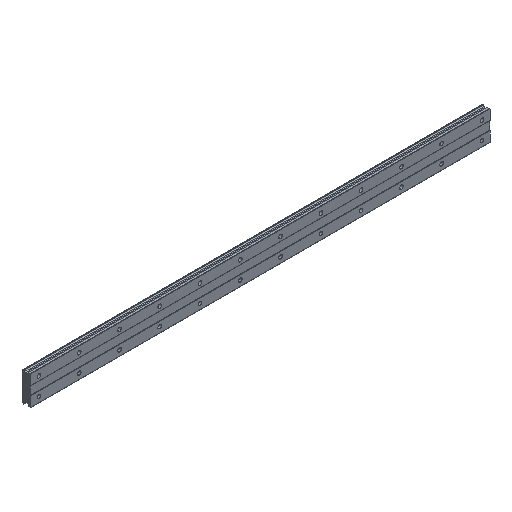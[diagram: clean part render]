
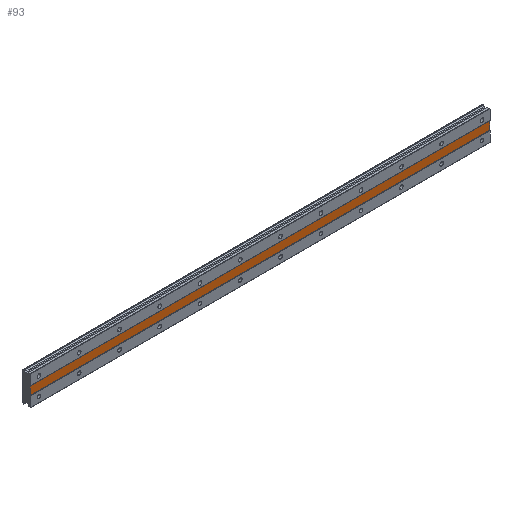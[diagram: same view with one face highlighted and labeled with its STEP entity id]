
A CAD part, isometric view. The second image highlights one B-rep face of the part: STEP entity #93.
In plain terms, the highlighted planar face has unit normal (0, -1, 0).
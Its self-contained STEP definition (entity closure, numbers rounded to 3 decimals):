
#93 = ADVANCED_FACE ( 'NONE', ( #275 ), #1059, .F. ) ;
#204 = CARTESIAN_POINT ( 'NONE',  ( 560., 0.5, 5. ) ) ;
#275 = FACE_OUTER_BOUND ( 'NONE', #1010, .T. ) ;
#278 = VECTOR ( 'NONE', #619, 1000. ) ;
#362 = VERTEX_POINT ( 'NONE', #3887 ) ;
#471 = CARTESIAN_POINT ( 'NONE',  ( -10., 0.5, -5. ) ) ;
#619 = DIRECTION ( 'NONE',  ( -1., 0., 0. ) ) ;
#621 = DIRECTION ( 'NONE',  ( -1., 0., 0. ) ) ;
#660 = EDGE_CURVE ( 'NONE', #3442, #362, #869, .T. ) ;
#768 = DIRECTION ( 'NONE',  ( 0., 0., -1. ) ) ;
#869 = LINE ( 'NONE', #3461, #905 ) ;
#905 = VECTOR ( 'NONE', #4575, 1000. ) ;
#1010 = EDGE_LOOP ( 'NONE', ( #2866, #2928, #4364, #1557 ) ) ;
#1059 = PLANE ( 'NONE',  #1404 ) ;
#1128 = CARTESIAN_POINT ( 'NONE',  ( -10., 0.5, 18.34 ) ) ;
#1404 = AXIS2_PLACEMENT_3D ( 'NONE', #4824, #2610, #1454 ) ;
#1441 = VERTEX_POINT ( 'NONE', #4303 ) ;
#1454 = DIRECTION ( 'NONE',  ( 0., 0., 1. ) ) ;
#1557 = ORIENTED_EDGE ( 'NONE', *, *, #3604, .T. ) ;
#2247 = VECTOR ( 'NONE', #621, 1000. ) ;
#2610 = DIRECTION ( 'NONE',  ( 0., 1., 0. ) ) ;
#2854 = EDGE_CURVE ( 'NONE', #362, #4508, #3992, .T. ) ;
#2866 = ORIENTED_EDGE ( 'NONE', *, *, #2854, .F. ) ;
#2885 = LINE ( 'NONE', #3994, #2247 ) ;
#2928 = ORIENTED_EDGE ( 'NONE', *, *, #660, .F. ) ;
#3442 = VERTEX_POINT ( 'NONE', #204 ) ;
#3461 = CARTESIAN_POINT ( 'NONE',  ( 560., 0.5, 18.34 ) ) ;
#3575 = VECTOR ( 'NONE', #768, 1000. ) ;
#3604 = EDGE_CURVE ( 'NONE', #1441, #4508, #4524, .T. ) ;
#3887 = CARTESIAN_POINT ( 'NONE',  ( 560., 0.5, -5. ) ) ;
#3992 = LINE ( 'NONE', #4742, #278 ) ;
#3994 = CARTESIAN_POINT ( 'NONE',  ( 560., 0.5, 5. ) ) ;
#4003 = EDGE_CURVE ( 'NONE', #3442, #1441, #2885, .T. ) ;
#4303 = CARTESIAN_POINT ( 'NONE',  ( -10., 0.5, 5. ) ) ;
#4364 = ORIENTED_EDGE ( 'NONE', *, *, #4003, .T. ) ;
#4508 = VERTEX_POINT ( 'NONE', #471 ) ;
#4524 = LINE ( 'NONE', #1128, #3575 ) ;
#4575 = DIRECTION ( 'NONE',  ( 0., 0., -1. ) ) ;
#4742 = CARTESIAN_POINT ( 'NONE',  ( 560., 0.5, -5. ) ) ;
#4824 = CARTESIAN_POINT ( 'NONE',  ( 560., 0.5, 5. ) ) ;
